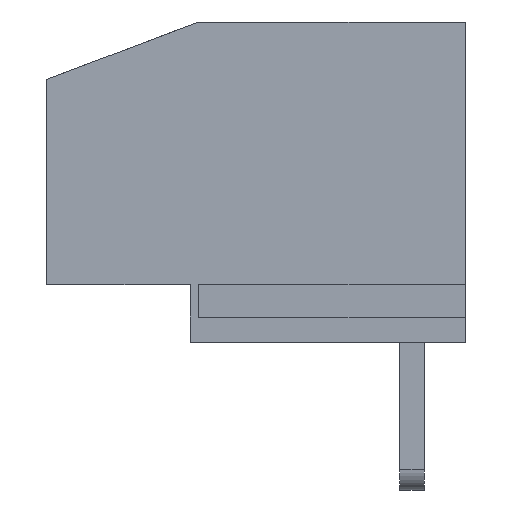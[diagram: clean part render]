
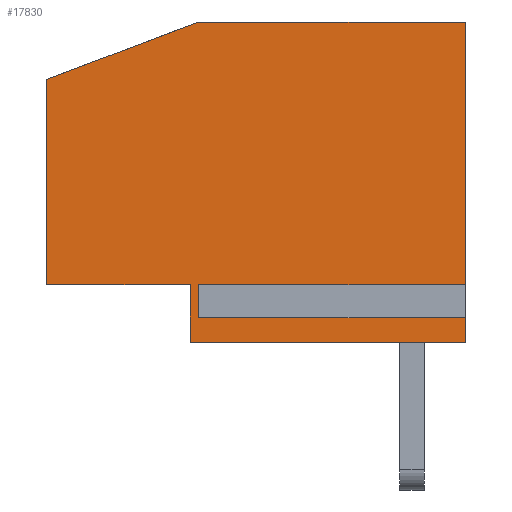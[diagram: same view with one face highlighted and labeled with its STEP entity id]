
A CAD part, left-side view. The second image highlights one B-rep face of the part: STEP entity #17830.
In plain terms, the highlighted planar face has unit normal (-1, 0, 0).
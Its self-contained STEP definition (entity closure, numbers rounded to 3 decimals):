
#262 = CARTESIAN_POINT ( 'NONE',  ( 0., 6.7, 1.4 ) ) ;
#320 = VERTEX_POINT ( 'NONE', #7181 ) ;
#491 = PLANE ( 'NONE',  #10940 ) ;
#696 = DIRECTION ( 'NONE',  ( 0., 0., 1. ) ) ;
#940 = EDGE_LOOP ( 'NONE', ( #16255, #26268, #8495, #11720, #3919, #26108, #16532, #21760, #6249, #12080, #13328 ) ) ;
#1326 = VERTEX_POINT ( 'NONE', #25879 ) ;
#1537 = VECTOR ( 'NONE', #17143, 1000. ) ;
#1978 = CARTESIAN_POINT ( 'NONE',  ( 0., 10.2, 6.4 ) ) ;
#2309 = LINE ( 'NONE', #11106, #5515 ) ;
#3919 = ORIENTED_EDGE ( 'NONE', *, *, #23615, .F. ) ;
#3931 = VERTEX_POINT ( 'NONE', #13273 ) ;
#4125 = VERTEX_POINT ( 'NONE', #28247 ) ;
#4211 = CARTESIAN_POINT ( 'NONE',  ( 0., 10.2, 6.4 ) ) ;
#4471 = LINE ( 'NONE', #4754, #12132 ) ;
#4699 = LINE ( 'NONE', #262, #14149 ) ;
#4754 = CARTESIAN_POINT ( 'NONE',  ( 0., 10.2, 0. ) ) ;
#4815 = CARTESIAN_POINT ( 'NONE',  ( 0., 6.5, 0.782 ) ) ;
#5515 = VECTOR ( 'NONE', #6795, 1000. ) ;
#6209 = CARTESIAN_POINT ( 'NONE',  ( 0., 6.5, 0.782 ) ) ;
#6249 = ORIENTED_EDGE ( 'NONE', *, *, #18622, .T. ) ;
#6795 = DIRECTION ( 'NONE',  ( 0., 0., 1. ) ) ;
#6872 = EDGE_CURVE ( 'NONE', #3931, #1326, #2309, .T. ) ;
#6939 = CARTESIAN_POINT ( 'NONE',  ( 0., 0., 0. ) ) ;
#7118 = CARTESIAN_POINT ( 'NONE',  ( 0., 10.2, 7.8 ) ) ;
#7181 = CARTESIAN_POINT ( 'NONE',  ( 0., 0., 0.782 ) ) ;
#7405 = VERTEX_POINT ( 'NONE', #4211 ) ;
#8495 = ORIENTED_EDGE ( 'NONE', *, *, #19394, .T. ) ;
#8560 = CARTESIAN_POINT ( 'NONE',  ( 0., 6.5, 1.218 ) ) ;
#8688 = EDGE_CURVE ( 'NONE', #15958, #320, #16245, .T. ) ;
#8959 = CARTESIAN_POINT ( 'NONE',  ( 0., 6.7, 1.4 ) ) ;
#9436 = LINE ( 'NONE', #11452, #19875 ) ;
#9499 = DIRECTION ( 'NONE',  ( 0., -1., 0. ) ) ;
#10038 = DIRECTION ( 'NONE',  ( 0., -1., 0. ) ) ;
#10364 = VERTEX_POINT ( 'NONE', #24938 ) ;
#10500 = LINE ( 'NONE', #28082, #27947 ) ;
#10940 = AXIS2_PLACEMENT_3D ( 'NONE', #7118, #14141, #23002 ) ;
#11106 = CARTESIAN_POINT ( 'NONE',  ( 0., 0., 7.8 ) ) ;
#11452 = CARTESIAN_POINT ( 'NONE',  ( 0., 10.2, 1.4 ) ) ;
#11720 = ORIENTED_EDGE ( 'NONE', *, *, #6872, .T. ) ;
#12080 = ORIENTED_EDGE ( 'NONE', *, *, #28267, .T. ) ;
#12132 = VECTOR ( 'NONE', #9499, 1000. ) ;
#13273 = CARTESIAN_POINT ( 'NONE',  ( 0., 0., 1.218 ) ) ;
#13328 = ORIENTED_EDGE ( 'NONE', *, *, #28471, .T. ) ;
#13409 = VERTEX_POINT ( 'NONE', #8959 ) ;
#14141 = DIRECTION ( 'NONE',  ( 1., 0., 0. ) ) ;
#14149 = VECTOR ( 'NONE', #22615, 1000. ) ;
#14995 = DIRECTION ( 'NONE',  ( 0., 0., 1. ) ) ;
#15473 = VECTOR ( 'NONE', #14995, 1000. ) ;
#15485 = DIRECTION ( 'NONE',  ( 0., -1., 0. ) ) ;
#15958 = VERTEX_POINT ( 'NONE', #4815 ) ;
#16245 = LINE ( 'NONE', #22936, #16668 ) ;
#16255 = ORIENTED_EDGE ( 'NONE', *, *, #8688, .F. ) ;
#16356 = EDGE_CURVE ( 'NONE', #7405, #22279, #22051, .T. ) ;
#16532 = ORIENTED_EDGE ( 'NONE', *, *, #22008, .F. ) ;
#16668 = VECTOR ( 'NONE', #10038, 1000. ) ;
#17143 = DIRECTION ( 'NONE',  ( 0., 0., 1. ) ) ;
#17346 = CARTESIAN_POINT ( 'NONE',  ( 0., 6.5, 7.8 ) ) ;
#17448 = VECTOR ( 'NONE', #21255, 1000. ) ;
#17830 = ADVANCED_FACE ( 'NONE', ( #26706 ), #491, .F. ) ;
#18015 = DIRECTION ( 'NONE',  ( 0., -0.935, 0.354 ) ) ;
#18215 = VECTOR ( 'NONE', #696, 1000. ) ;
#18622 = EDGE_CURVE ( 'NONE', #13409, #10364, #4699, .T. ) ;
#19253 = LINE ( 'NONE', #8560, #17448 ) ;
#19394 = EDGE_CURVE ( 'NONE', #20102, #3931, #19253, .T. ) ;
#19875 = VECTOR ( 'NONE', #15485, 1000. ) ;
#20102 = VERTEX_POINT ( 'NONE', #23795 ) ;
#21255 = DIRECTION ( 'NONE',  ( 0., -1., 0. ) ) ;
#21488 = VECTOR ( 'NONE', #18015, 1000. ) ;
#21514 = LINE ( 'NONE', #6209, #15473 ) ;
#21624 = LINE ( 'NONE', #28215, #1537 ) ;
#21760 = ORIENTED_EDGE ( 'NONE', *, *, #24528, .T. ) ;
#22008 = EDGE_CURVE ( 'NONE', #4125, #7405, #27188, .T. ) ;
#22051 = LINE ( 'NONE', #1978, #21488 ) ;
#22279 = VERTEX_POINT ( 'NONE', #17346 ) ;
#22615 = DIRECTION ( 'NONE',  ( 0., 0., -1. ) ) ;
#22619 = CARTESIAN_POINT ( 'NONE',  ( 0., 10.2, 7.8 ) ) ;
#22936 = CARTESIAN_POINT ( 'NONE',  ( 0., 6.5, 0.782 ) ) ;
#23002 = DIRECTION ( 'NONE',  ( 0., 0., -1. ) ) ;
#23291 = EDGE_CURVE ( 'NONE', #15958, #20102, #21514, .T. ) ;
#23615 = EDGE_CURVE ( 'NONE', #22279, #1326, #10500, .T. ) ;
#23795 = CARTESIAN_POINT ( 'NONE',  ( 0., 6.5, 1.218 ) ) ;
#24528 = EDGE_CURVE ( 'NONE', #4125, #13409, #9436, .T. ) ;
#24938 = CARTESIAN_POINT ( 'NONE',  ( 0., 6.7, 0. ) ) ;
#25277 = VERTEX_POINT ( 'NONE', #6939 ) ;
#25879 = CARTESIAN_POINT ( 'NONE',  ( 0., 0., 7.8 ) ) ;
#25946 = DIRECTION ( 'NONE',  ( 0., -1., 0. ) ) ;
#26108 = ORIENTED_EDGE ( 'NONE', *, *, #16356, .F. ) ;
#26268 = ORIENTED_EDGE ( 'NONE', *, *, #23291, .T. ) ;
#26706 = FACE_OUTER_BOUND ( 'NONE', #940, .T. ) ;
#27188 = LINE ( 'NONE', #22619, #18215 ) ;
#27947 = VECTOR ( 'NONE', #25946, 1000. ) ;
#28082 = CARTESIAN_POINT ( 'NONE',  ( 0., 10.2, 7.8 ) ) ;
#28215 = CARTESIAN_POINT ( 'NONE',  ( 0., 0., 7.8 ) ) ;
#28247 = CARTESIAN_POINT ( 'NONE',  ( 0., 10.2, 1.4 ) ) ;
#28267 = EDGE_CURVE ( 'NONE', #10364, #25277, #4471, .T. ) ;
#28471 = EDGE_CURVE ( 'NONE', #25277, #320, #21624, .T. ) ;
